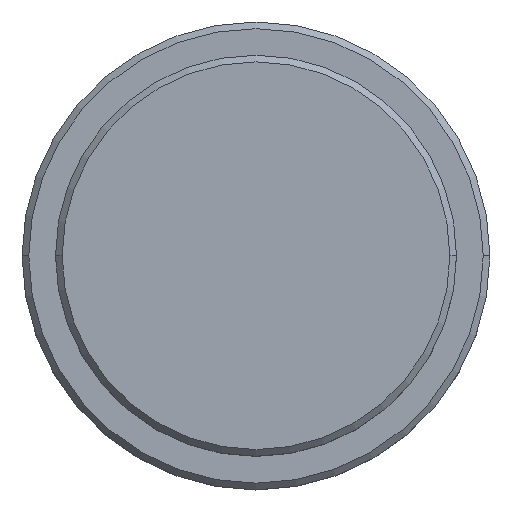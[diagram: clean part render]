
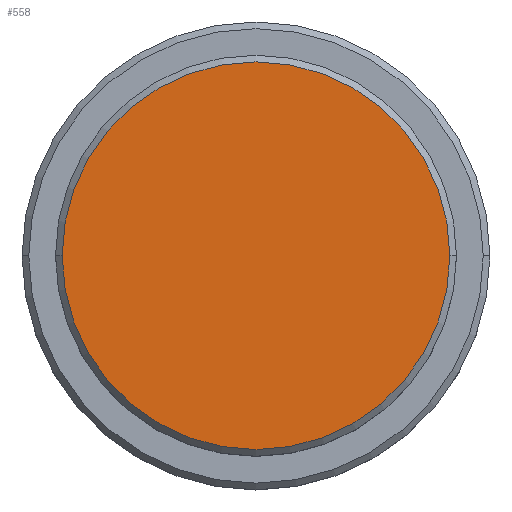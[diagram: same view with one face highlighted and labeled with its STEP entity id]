
A CAD part, top view. The second image highlights one B-rep face of the part: STEP entity #558.
In plain terms, the highlighted planar face has unit normal (0, 0, 1).
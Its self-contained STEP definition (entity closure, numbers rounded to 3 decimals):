
#27 = DIRECTION ( 'NONE',  ( 1., 0., 0. ) ) ;
#42 = AXIS2_PLACEMENT_3D ( 'NONE', #125, #602, #27 ) ;
#73 = EDGE_LOOP ( 'NONE', ( #716, #104 ) ) ;
#104 = ORIENTED_EDGE ( 'NONE', *, *, #875, .T. ) ;
#125 = CARTESIAN_POINT ( 'NONE',  ( 0., 0., 0. ) ) ;
#158 = FACE_OUTER_BOUND ( 'NONE', #73, .T. ) ;
#208 = CARTESIAN_POINT ( 'NONE',  ( 0., 0., 0. ) ) ;
#212 = DIRECTION ( 'NONE',  ( 1., 0., 0. ) ) ;
#254 = DIRECTION ( 'NONE',  ( 0., 0., 1. ) ) ;
#388 = AXIS2_PLACEMENT_3D ( 'NONE', #208, #1086, #212 ) ;
#409 = AXIS2_PLACEMENT_3D ( 'NONE', #1334, #254, #985 ) ;
#541 = VERTEX_POINT ( 'NONE', #673 ) ;
#558 = ADVANCED_FACE ( 'NONE', ( #158 ), #684, .T. ) ;
#602 = DIRECTION ( 'NONE',  ( 0., 0., 1. ) ) ;
#655 = CIRCLE ( 'NONE', #409, 14.5 ) ;
#673 = CARTESIAN_POINT ( 'NONE',  ( -14.5, 0., 0. ) ) ;
#684 = PLANE ( 'NONE',  #42 ) ;
#716 = ORIENTED_EDGE ( 'NONE', *, *, #772, .T. ) ;
#769 = CIRCLE ( 'NONE', #388, 14.5 ) ;
#772 = EDGE_CURVE ( 'NONE', #541, #822, #769, .T. ) ;
#822 = VERTEX_POINT ( 'NONE', #869 ) ;
#869 = CARTESIAN_POINT ( 'NONE',  ( 14.5, 0., 0. ) ) ;
#875 = EDGE_CURVE ( 'NONE', #822, #541, #655, .T. ) ;
#985 = DIRECTION ( 'NONE',  ( 1., 0., 0. ) ) ;
#1086 = DIRECTION ( 'NONE',  ( 0., 0., 1. ) ) ;
#1334 = CARTESIAN_POINT ( 'NONE',  ( 0., 0., 0. ) ) ;
